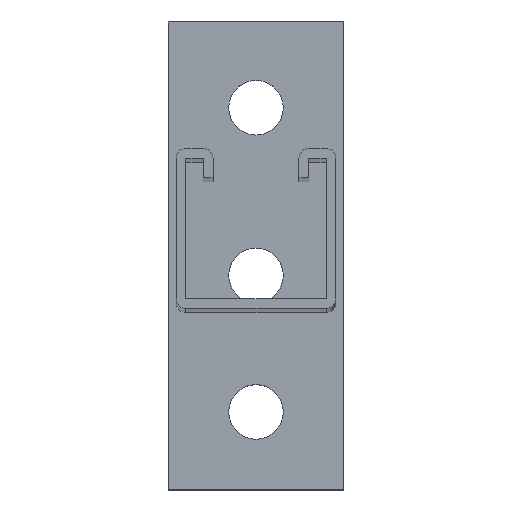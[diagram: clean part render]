
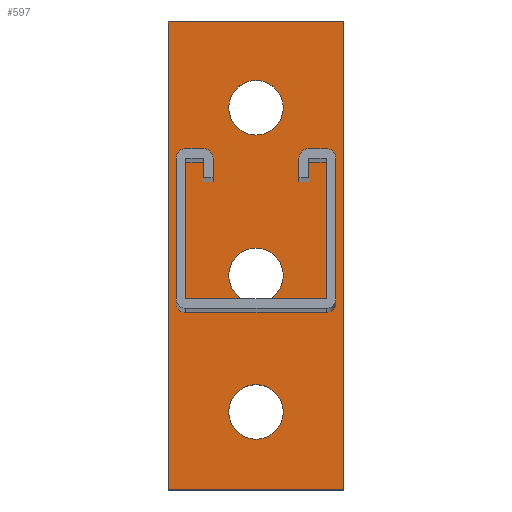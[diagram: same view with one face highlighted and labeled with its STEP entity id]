
A CAD part, top view. The second image highlights one B-rep face of the part: STEP entity #597.
In plain terms, the highlighted planar face has unit normal (0, 0, 1).
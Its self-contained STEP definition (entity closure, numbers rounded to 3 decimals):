
#4 = CARTESIAN_POINT ( 'NONE',  ( 22.5, -22., 8. ) ) ;
#54 = CARTESIAN_POINT ( 'NONE',  ( 22.5, -65., 8. ) ) ;
#76 = EDGE_CURVE ( 'NONE', #508, #502, #332, .T. ) ;
#83 = FACE_BOUND ( 'NONE', #182, .T. ) ;
#87 = DIRECTION ( 'NONE',  ( 1., 0., 0. ) ) ;
#106 = ORIENTED_EDGE ( 'NONE', *, *, #1008, .T. ) ;
#107 = EDGE_CURVE ( 'NONE', #1098, #583, #147, .T. ) ;
#123 = DIRECTION ( 'NONE',  ( 1., 0., 0. ) ) ;
#130 = DIRECTION ( 'NONE',  ( 0., 0., 1. ) ) ;
#137 = AXIS2_PLACEMENT_3D ( 'NONE', #4, #1150, #694 ) ;
#147 = LINE ( 'NONE', #272, #456 ) ;
#179 = CARTESIAN_POINT ( 'NONE',  ( 0., 0., 8. ) ) ;
#182 = EDGE_LOOP ( 'NONE', ( #936, #591 ) ) ;
#185 = EDGE_LOOP ( 'NONE', ( #337, #106, #877, #401 ) ) ;
#197 = CIRCLE ( 'NONE', #931, 7. ) ;
#205 = LINE ( 'NONE', #179, #723 ) ;
#213 = ORIENTED_EDGE ( 'NONE', *, *, #300, .F. ) ;
#272 = CARTESIAN_POINT ( 'NONE',  ( 45., 0., 8. ) ) ;
#291 = EDGE_CURVE ( 'NONE', #1224, #1144, #838, .T. ) ;
#300 = EDGE_CURVE ( 'NONE', #467, #492, #663, .T. ) ;
#307 = PLANE ( 'NONE',  #932 ) ;
#332 = LINE ( 'NONE', #717, #992 ) ;
#337 = ORIENTED_EDGE ( 'NONE', *, *, #76, .T. ) ;
#358 = CARTESIAN_POINT ( 'NONE',  ( 22.5, -100., 8. ) ) ;
#368 = DIRECTION ( 'NONE',  ( -1., 0., 0. ) ) ;
#382 = CIRCLE ( 'NONE', #540, 7. ) ;
#397 = EDGE_CURVE ( 'NONE', #1179, #617, #197, .T. ) ;
#401 = ORIENTED_EDGE ( 'NONE', *, *, #469, .T. ) ;
#451 = CARTESIAN_POINT ( 'NONE',  ( 22.5, -22., 8. ) ) ;
#456 = VECTOR ( 'NONE', #564, 1000. ) ;
#460 = AXIS2_PLACEMENT_3D ( 'NONE', #451, #849, #87 ) ;
#467 = VERTEX_POINT ( 'NONE', #1036 ) ;
#469 = EDGE_CURVE ( 'NONE', #583, #508, #205, .T. ) ;
#492 = VERTEX_POINT ( 'NONE', #769 ) ;
#502 = VERTEX_POINT ( 'NONE', #1239 ) ;
#504 = AXIS2_PLACEMENT_3D ( 'NONE', #984, #969, #696 ) ;
#508 = VERTEX_POINT ( 'NONE', #576 ) ;
#529 = CARTESIAN_POINT ( 'NONE',  ( 45., -120., 8. ) ) ;
#530 = DIRECTION ( 'NONE',  ( 1., 0., 0. ) ) ;
#540 = AXIS2_PLACEMENT_3D ( 'NONE', #358, #742, #560 ) ;
#541 = DIRECTION ( 'NONE',  ( 0., 0., 1. ) ) ;
#556 = CARTESIAN_POINT ( 'NONE',  ( 15.5, -22., 8. ) ) ;
#560 = DIRECTION ( 'NONE',  ( 1., 0., 0. ) ) ;
#564 = DIRECTION ( 'NONE',  ( 0., 1., 0. ) ) ;
#570 = ORIENTED_EDGE ( 'NONE', *, *, #853, .F. ) ;
#576 = CARTESIAN_POINT ( 'NONE',  ( 0., 0., 8. ) ) ;
#583 = VERTEX_POINT ( 'NONE', #844 ) ;
#591 = ORIENTED_EDGE ( 'NONE', *, *, #631, .F. ) ;
#597 = ADVANCED_FACE ( 'NONE', ( #661, #1028, #83, #1164 ), #307, .T. ) ;
#606 = CIRCLE ( 'NONE', #504, 7. ) ;
#617 = VERTEX_POINT ( 'NONE', #963 ) ;
#631 = EDGE_CURVE ( 'NONE', #617, #1179, #606, .T. ) ;
#656 = EDGE_LOOP ( 'NONE', ( #213, #570 ) ) ;
#661 = FACE_BOUND ( 'NONE', #892, .T. ) ;
#663 = CIRCLE ( 'NONE', #882, 7. ) ;
#694 = DIRECTION ( 'NONE',  ( 1., 0., 0. ) ) ;
#696 = DIRECTION ( 'NONE',  ( 1., 0., 0. ) ) ;
#717 = CARTESIAN_POINT ( 'NONE',  ( 0., 0., 8. ) ) ;
#723 = VECTOR ( 'NONE', #368, 1000. ) ;
#742 = DIRECTION ( 'NONE',  ( 0., 0., 1. ) ) ;
#743 = ORIENTED_EDGE ( 'NONE', *, *, #776, .F. ) ;
#757 = CARTESIAN_POINT ( 'NONE',  ( 0., -120., 8. ) ) ;
#769 = CARTESIAN_POINT ( 'NONE',  ( 15.5, -100., 8. ) ) ;
#776 = EDGE_CURVE ( 'NONE', #1144, #1224, #976, .T. ) ;
#784 = DIRECTION ( 'NONE',  ( 0., 0., 1. ) ) ;
#787 = LINE ( 'NONE', #757, #901 ) ;
#838 = CIRCLE ( 'NONE', #137, 7. ) ;
#844 = CARTESIAN_POINT ( 'NONE',  ( 45., 0., 8. ) ) ;
#849 = DIRECTION ( 'NONE',  ( 0., 0., 1. ) ) ;
#853 = EDGE_CURVE ( 'NONE', #492, #467, #382, .T. ) ;
#862 = DIRECTION ( 'NONE',  ( 1., 0., 0. ) ) ;
#877 = ORIENTED_EDGE ( 'NONE', *, *, #107, .T. ) ;
#882 = AXIS2_PLACEMENT_3D ( 'NONE', #1194, #541, #530 ) ;
#892 = EDGE_LOOP ( 'NONE', ( #743, #1211 ) ) ;
#901 = VECTOR ( 'NONE', #862, 1000. ) ;
#931 = AXIS2_PLACEMENT_3D ( 'NONE', #54, #130, #1201 ) ;
#932 = AXIS2_PLACEMENT_3D ( 'NONE', #1080, #784, #123 ) ;
#936 = ORIENTED_EDGE ( 'NONE', *, *, #397, .F. ) ;
#963 = CARTESIAN_POINT ( 'NONE',  ( 15.5, -65., 8. ) ) ;
#969 = DIRECTION ( 'NONE',  ( 0., 0., 1. ) ) ;
#976 = CIRCLE ( 'NONE', #460, 7. ) ;
#984 = CARTESIAN_POINT ( 'NONE',  ( 22.5, -65., 8. ) ) ;
#992 = VECTOR ( 'NONE', #1084, 1000. ) ;
#1008 = EDGE_CURVE ( 'NONE', #502, #1098, #787, .T. ) ;
#1028 = FACE_BOUND ( 'NONE', #656, .T. ) ;
#1036 = CARTESIAN_POINT ( 'NONE',  ( 29.5, -100., 8. ) ) ;
#1080 = CARTESIAN_POINT ( 'NONE',  ( 0., 0., 8. ) ) ;
#1084 = DIRECTION ( 'NONE',  ( 0., -1., 0. ) ) ;
#1098 = VERTEX_POINT ( 'NONE', #529 ) ;
#1144 = VERTEX_POINT ( 'NONE', #1208 ) ;
#1150 = DIRECTION ( 'NONE',  ( 0., 0., 1. ) ) ;
#1164 = FACE_OUTER_BOUND ( 'NONE', #185, .T. ) ;
#1179 = VERTEX_POINT ( 'NONE', #1229 ) ;
#1194 = CARTESIAN_POINT ( 'NONE',  ( 22.5, -100., 8. ) ) ;
#1201 = DIRECTION ( 'NONE',  ( 1., 0., 0. ) ) ;
#1208 = CARTESIAN_POINT ( 'NONE',  ( 29.5, -22., 8. ) ) ;
#1211 = ORIENTED_EDGE ( 'NONE', *, *, #291, .F. ) ;
#1224 = VERTEX_POINT ( 'NONE', #556 ) ;
#1229 = CARTESIAN_POINT ( 'NONE',  ( 29.5, -65., 8. ) ) ;
#1239 = CARTESIAN_POINT ( 'NONE',  ( 0., -120., 8. ) ) ;
